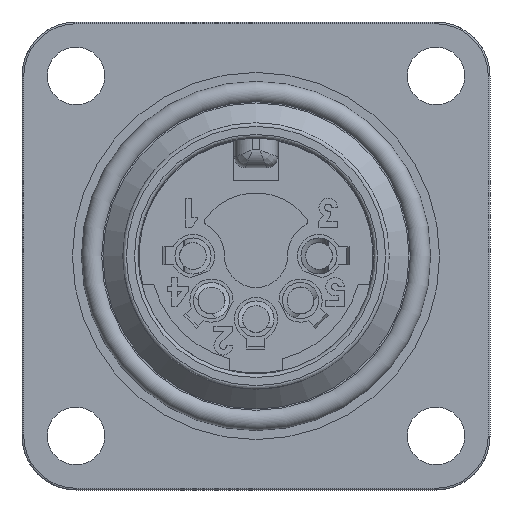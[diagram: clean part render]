
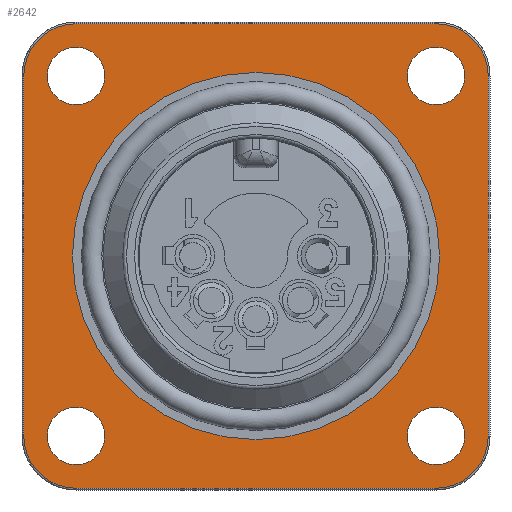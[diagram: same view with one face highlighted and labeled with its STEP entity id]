
A CAD part, left-side view. The second image highlights one B-rep face of the part: STEP entity #2642.
In plain terms, the highlighted planar face has unit normal (-1, 0, 0).
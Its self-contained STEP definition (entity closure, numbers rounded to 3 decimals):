
#1424=LINE('',#8370,#1848);
#1429=LINE('',#8398,#1853);
#1438=LINE('',#8419,#1862);
#1439=LINE('',#8423,#1863);
#1848=VECTOR('',#7019,1.);
#1853=VECTOR('',#7040,1.);
#1862=VECTOR('',#7063,1.);
#1863=VECTOR('',#7068,1.);
#2642=ADVANCED_FACE('',(#3098,#3099,#3100,#3101,#3102,#3103),#2906,.T.);
#2906=PLANE('',#6523);
#3098=FACE_BOUND('',#3281,.T.);
#3099=FACE_BOUND('',#3282,.T.);
#3100=FACE_BOUND('',#3283,.T.);
#3101=FACE_BOUND('',#3284,.T.);
#3102=FACE_BOUND('',#3285,.T.);
#3103=FACE_BOUND('',#3286,.T.);
#3281=EDGE_LOOP('',(#3716));
#3282=EDGE_LOOP('',(#3717));
#3283=EDGE_LOOP('',(#3718));
#3284=EDGE_LOOP('',(#3719));
#3285=EDGE_LOOP('',(#3720));
#3286=EDGE_LOOP('',(#3721,#3722,#3723,#3724,#3725,#3726,#3727,#3728));
#3716=ORIENTED_EDGE('',*,*,#5565,.T.);
#3717=ORIENTED_EDGE('',*,*,#5568,.T.);
#3718=ORIENTED_EDGE('',*,*,#5571,.T.);
#3719=ORIENTED_EDGE('',*,*,#5574,.T.);
#3720=ORIENTED_EDGE('',*,*,#5577,.T.);
#3721=ORIENTED_EDGE('',*,*,#5617,.T.);
#3722=ORIENTED_EDGE('',*,*,#5594,.T.);
#3723=ORIENTED_EDGE('',*,*,#5596,.T.);
#3724=ORIENTED_EDGE('',*,*,#5605,.T.);
#3725=ORIENTED_EDGE('',*,*,#5606,.T.);
#3726=ORIENTED_EDGE('',*,*,#5587,.T.);
#3727=ORIENTED_EDGE('',*,*,#5619,.T.);
#3728=ORIENTED_EDGE('',*,*,#5620,.T.);
#5061=VERTEX_POINT('',#8276);
#5064=VERTEX_POINT('',#8284);
#5067=VERTEX_POINT('',#8292);
#5070=VERTEX_POINT('',#8300);
#5073=VERTEX_POINT('',#8308);
#5083=VERTEX_POINT('',#8334);
#5084=VERTEX_POINT('',#8336);
#5089=VERTEX_POINT('',#8357);
#5090=VERTEX_POINT('',#8359);
#5091=VERTEX_POINT('',#8371);
#5096=VERTEX_POINT('',#8387);
#5102=VERTEX_POINT('',#8420);
#5103=VERTEX_POINT('',#8424);
#5565=EDGE_CURVE('',#5061,#5061,#6283,.T.);
#5568=EDGE_CURVE('',#5064,#5064,#6286,.T.);
#5571=EDGE_CURVE('',#5067,#5067,#6289,.T.);
#5574=EDGE_CURVE('',#5070,#5070,#6292,.T.);
#5577=EDGE_CURVE('',#5073,#5073,#6295,.T.);
#5587=EDGE_CURVE('',#5084,#5083,#6305,.T.);
#5594=EDGE_CURVE('',#5090,#5089,#6310,.T.);
#5596=EDGE_CURVE('',#5089,#5091,#1424,.T.);
#5605=EDGE_CURVE('',#5091,#5096,#6316,.T.);
#5606=EDGE_CURVE('',#5096,#5084,#1429,.T.);
#5617=EDGE_CURVE('',#5102,#5090,#1438,.T.);
#5619=EDGE_CURVE('',#5083,#5103,#1439,.T.);
#5620=EDGE_CURVE('',#5103,#5102,#6320,.T.);
#6283=CIRCLE('',#6460,1.6);
#6286=CIRCLE('',#6465,1.6);
#6289=CIRCLE('',#6470,1.6);
#6292=CIRCLE('',#6475,1.6);
#6295=CIRCLE('',#6480,10.2);
#6305=CIRCLE('',#6497,2.9);
#6310=CIRCLE('',#6503,2.9);
#6316=CIRCLE('',#6512,2.9);
#6320=CIRCLE('',#6522,2.9);
#6460=AXIS2_PLACEMENT_3D('',#8275,#6927,#6928);
#6465=AXIS2_PLACEMENT_3D('',#8283,#6937,#6938);
#6470=AXIS2_PLACEMENT_3D('',#8291,#6947,#6948);
#6475=AXIS2_PLACEMENT_3D('',#8299,#6957,#6958);
#6480=AXIS2_PLACEMENT_3D('',#8307,#6967,#6968);
#6497=AXIS2_PLACEMENT_3D('',#8335,#7001,#7002);
#6503=AXIS2_PLACEMENT_3D('',#8358,#7015,#7016);
#6512=AXIS2_PLACEMENT_3D('',#8388,#7038,#7039);
#6522=AXIS2_PLACEMENT_3D('',#8425,#7069,#7070);
#6523=AXIS2_PLACEMENT_3D('',#8426,#7071,#7072);
#6927=DIRECTION('',(1.,0.,0.));
#6928=DIRECTION('',(0.,-0.998,-0.058));
#6937=DIRECTION('',(1.,0.,0.));
#6938=DIRECTION('',(0.,-0.998,-0.058));
#6947=DIRECTION('',(1.,0.,0.));
#6948=DIRECTION('',(0.,-0.998,-0.058));
#6957=DIRECTION('',(1.,0.,0.));
#6958=DIRECTION('',(0.,-0.998,-0.058));
#6967=DIRECTION('',(1.,0.,0.));
#6968=DIRECTION('',(0.,0.,1.));
#7001=DIRECTION('',(-1.,0.,0.));
#7002=DIRECTION('',(0.,0.,1.));
#7015=DIRECTION('',(-1.,0.,0.));
#7016=DIRECTION('',(0.,0.,-1.));
#7019=DIRECTION('',(0.,0.,1.));
#7038=DIRECTION('',(-1.,0.,0.));
#7039=DIRECTION('',(0.,-1.,0.));
#7040=DIRECTION('',(0.,1.,0.));
#7063=DIRECTION('',(0.,-1.,0.));
#7068=DIRECTION('',(0.,0.,-1.));
#7069=DIRECTION('',(-1.,0.,0.));
#7070=DIRECTION('',(0.,1.,0.));
#7071=DIRECTION('',(-1.,0.,0.));
#7072=DIRECTION('',(0.,0.,1.));
#8275=CARTESIAN_POINT('',(-2.,10.,-10.));
#8276=CARTESIAN_POINT('',(-2.,8.403,-10.092));
#8283=CARTESIAN_POINT('',(-2.,-10.,-10.));
#8284=CARTESIAN_POINT('',(-2.,-11.597,-10.092));
#8291=CARTESIAN_POINT('',(-2.,10.,10.));
#8292=CARTESIAN_POINT('',(-2.,8.403,9.908));
#8299=CARTESIAN_POINT('',(-2.,-10.,10.));
#8300=CARTESIAN_POINT('',(-2.,-11.597,9.908));
#8307=CARTESIAN_POINT('',(-2.,0.,0.));
#8308=CARTESIAN_POINT('',(-2.,0.,10.2));
#8334=CARTESIAN_POINT('',(-2.,12.9,10.));
#8335=CARTESIAN_POINT('',(-2.,10.,10.));
#8336=CARTESIAN_POINT('',(-2.,10.,12.9));
#8357=CARTESIAN_POINT('',(-2.,-12.9,-10.));
#8358=CARTESIAN_POINT('',(-2.,-10.,-10.));
#8359=CARTESIAN_POINT('',(-2.,-10.,-12.9));
#8370=CARTESIAN_POINT('',(-2.,-12.9,-10.));
#8371=CARTESIAN_POINT('',(-2.,-12.9,10.));
#8387=CARTESIAN_POINT('',(-2.,-10.,12.9));
#8388=CARTESIAN_POINT('',(-2.,-10.,10.));
#8398=CARTESIAN_POINT('',(-2.,-10.,12.9));
#8419=CARTESIAN_POINT('',(-2.,10.,-12.9));
#8420=CARTESIAN_POINT('',(-2.,10.,-12.9));
#8423=CARTESIAN_POINT('',(-2.,12.9,10.));
#8424=CARTESIAN_POINT('',(-2.,12.9,-10.));
#8425=CARTESIAN_POINT('',(-2.,10.,-10.));
#8426=CARTESIAN_POINT('',(-2.,-13.65,-13.65));
